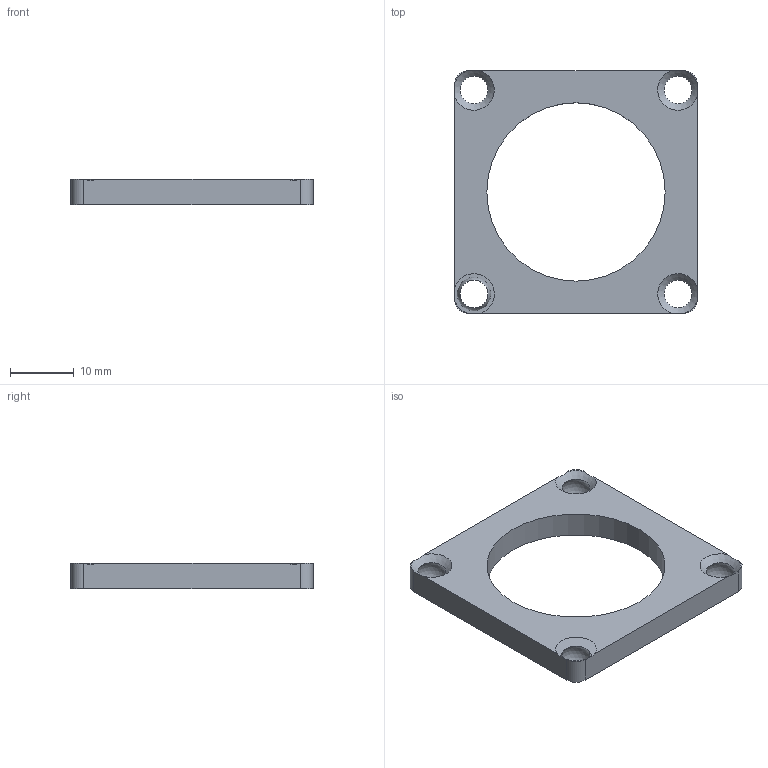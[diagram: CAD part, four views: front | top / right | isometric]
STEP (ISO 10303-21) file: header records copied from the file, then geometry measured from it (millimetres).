
FILE_DESCRIPTION(/* description */ (''),/* implementation_level */ '2;1');
FILE_NAME(/* name */ '20_Cube_Insert_Sample_clamp_magnetic.ipt.step',/* time_stamp */ '2022-11-29T08:08:24+01:00',/* author */ ('B'),/* organization */ (''),/* preprocessor_version */ 'ST-DEVELOPER v18.1',/* originating_system */ 'Autodesk Inventor 2022',/* authorisation */ '');
FILE_SCHEMA (('AUTOMOTIVE_DESIGN { 1 0 10303 214 3 1 1 }'));
Length unit declared in the file: millimetre
Products named in the file (1): 20_Cube_Insert_Sample_clamp_magnetic
Bounding box: 38.04 x 38.04 x 4 mm (x, y, z)
Volume: 2983.7 mm3; surface area: 2707.4 mm2
Topology: 1 solids, 1 shells, 23 faces, 71 edges, 46 vertices
Faces by surface type: plane 10, cylinder 5, cone 4, sphere 4
Full cylindrical faces by diameter (mm): 28 x1
Entity records: 868 total; most frequent: CARTESIAN_POINT 181, ORIENTED_EDGE 142, DIRECTION 137, EDGE_CURVE 71, AXIS2_PLACEMENT_3D 58, VERTEX_POINT 46, CIRCLE 34, EDGE_LOOP 29
